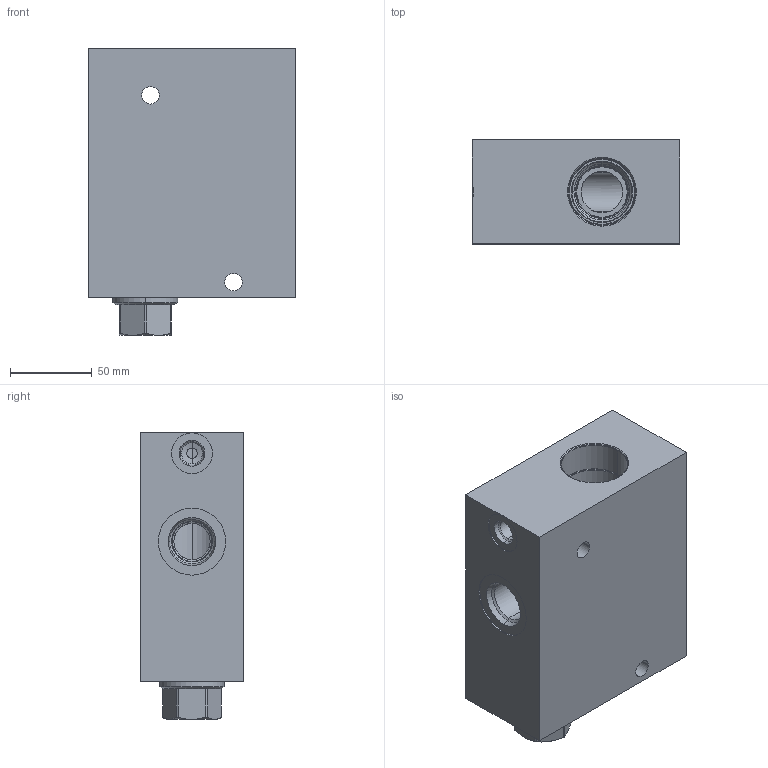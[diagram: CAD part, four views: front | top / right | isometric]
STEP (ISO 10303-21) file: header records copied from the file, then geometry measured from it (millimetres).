
FILE_DESCRIPTION((''),'2;1');
FILE_NAME('P4L_ASM','2021-06-02T',('ProEService'),(''),'PRO/ENGINEER BY PARAMETRIC TECHNOLOGY CORPORATION, 2014200','PRO/ENGINEER BY PARAMETRIC TECHNOLOGY CORPORATION, 2014200','');
FILE_SCHEMA(('CONFIG_CONTROL_DESIGN'));
Length unit declared in the file: inch
Products named in the file (3): 151-917-004; CXGDXCN; P4L_ASM
Assembly tree (2 placements, depth 2):
  P4L_ASM
    151-917-004
    CXGDXCN
Bounding box: 127 x 63.5 x 175.44 mm (x, y, z)
Volume: 1032919.7 mm3; surface area: 124642.6 mm2
Topology: 3 solids, 3 shells, 298 faces, 927 edges, 749 vertices
Faces by surface type: cylinder 135, cone 83, plane 46, torus 28, revolution 6
Entity records: 11864 total; most frequent: CARTESIAN_POINT 3677, DIRECTION 1787, ORIENTED_EDGE 1362, EDGE_CURVE 681, AXIS2_PLACEMENT_3D 656, VECTOR 469, LINE 469, VERTEX_POINT 407
